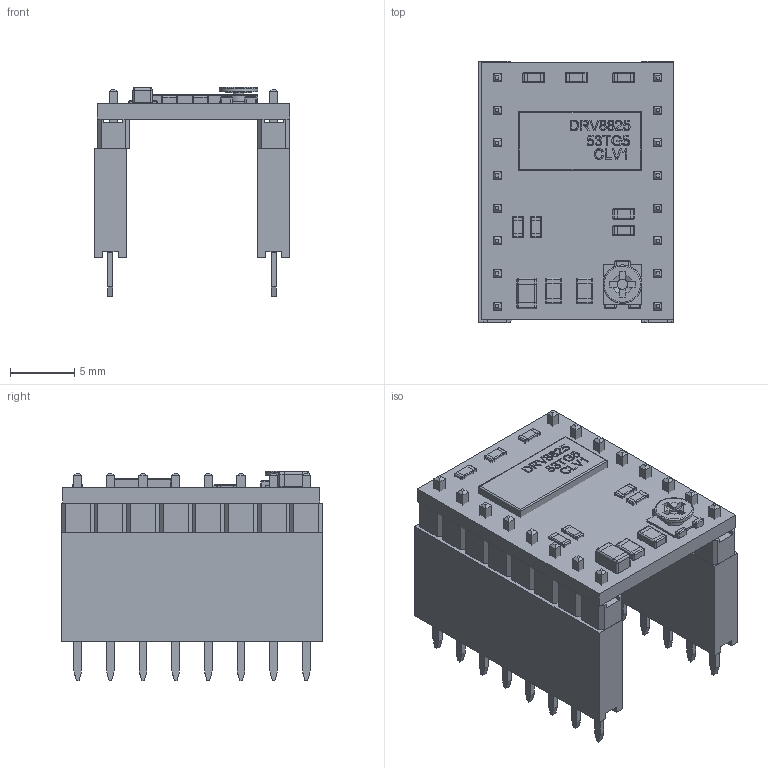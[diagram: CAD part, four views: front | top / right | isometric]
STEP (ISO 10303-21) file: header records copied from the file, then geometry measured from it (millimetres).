
FILE_DESCRIPTION(('FreeCAD Model'),'2;1');
FILE_NAME('Open CASCADE Shape Model','2021-09-12T12:01:27',('Author'),( ''),'Open CASCADE STEP processor 7.4','FreeCAD','Unknown');
FILE_SCHEMA(('AUTOMOTIVE_DESIGN { 1 0 10303 214 1 1 1 1 }'));
Length unit declared in the file: millimetre
Products named in the file (52): DRV8825-PBS-8x003; Driver_DRV8925; Driver_DRV8876; Driver_DRV8877; Driver_DRV8878; Driver_DRV8879; Driver_DRV8880; Driver_DRV8881; Driver_DRV8882; Driver_DRV8883; Driver_DRV8884; Driver_DRV8885; Driver_DRV8886; Driver_DRV8887; Driver_DRV8888; Driver_DRV8889; Driver_DRV8890; Driver_DRV8891; Driver_DRV8892; Driver_DRV8893; Driver_DRV8894; Driver_DRV8895; Driver_DRV8896; Driver_DRV8897; Driver_DRV8898; Driver_DRV8899; Driver_DRV8900; Driver_DRV8901; Driver_DRV8902; Driver_DRV8903; Driver_DRV8904; Driver_DRV8905; Driver_DRV8906; Driver_DRV8907; Driver_DRV8908; Driver_DRV8909; Driver_DRV8910; Driver_DRV8911; Driver_DRV8912; Driver_DRV8913 ...
Assembly tree (52 placements, depth 3):
  DRV8825-PBS-8x003
    Driver_DRV8925
      Driver_DRV8876
      Driver_DRV8877
      Driver_DRV8878
      Driver_DRV8879
      Driver_DRV8880
      Driver_DRV8881
      Driver_DRV8882
      Driver_DRV8883
      Driver_DRV8884
      Driver_DRV8885
      Driver_DRV8886
      Driver_DRV8887
      Driver_DRV8888
      Driver_DRV8889
      Driver_DRV8890
      Driver_DRV8891
      Driver_DRV8892
      Driver_DRV8893
      Driver_DRV8894
      Driver_DRV8895
      Driver_DRV8896
      Driver_DRV8897
      Driver_DRV8898
      Driver_DRV8899
      Driver_DRV8900
      Driver_DRV8901
      Driver_DRV8902
      Driver_DRV8903
      Driver_DRV8904
      Driver_DRV8905
      Driver_DRV8906
      Driver_DRV8907
      Driver_DRV8908
      Driver_DRV8909
      Driver_DRV8910
      Driver_DRV8911
      Driver_DRV8912
      Driver_DRV8913
      Driver_DRV8914
      Driver_DRV8915
      Driver_DRV8916
      Driver_DRV8917
      Driver_DRV8918
      Driver_DRV8919
      Driver_DRV8920
      Driver_DRV8921
      Driver_DRV8922
      Driver_DRV8923
      Driver_DRV8924
    PBS-011  x2
Bounding box: 15.23 x 20.33 x 16.27 mm (x, y, z)
Volume: 1467.8 mm3; surface area: 3708.4 mm2
Topology: 51 solids, 51 shells, 1924 faces, 4802 edges, 2971 vertices
Faces by surface type: plane 1582, bspline 182, cylinder 147, sphere 8, cone 5
Full cylindrical faces by diameter (mm): 0.8 x1, 1.6 x1, 3 x1
Entity records: 52657 total; most frequent: CARTESIAN_POINT 14192, ORIENTED_EDGE 7188, DIRECTION 6607, EDGE_CURVE 3594, LINE 3099, VECTOR 3099, VERTEX_POINT 2219, AXIS2_PLACEMENT_3D 1754
